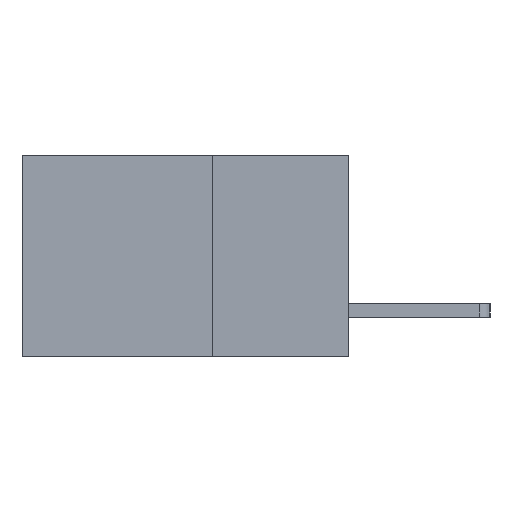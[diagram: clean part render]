
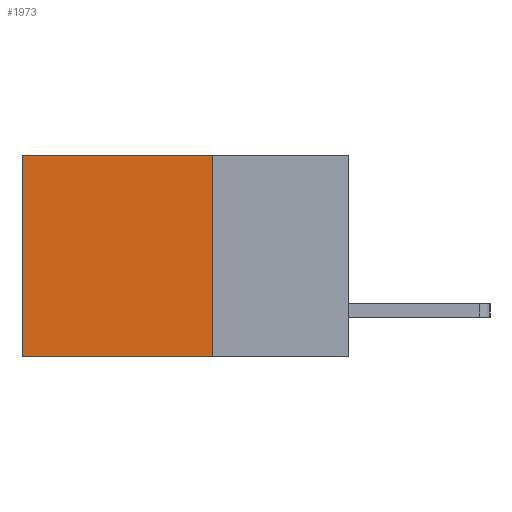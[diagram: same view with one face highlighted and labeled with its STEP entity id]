
A CAD part, left-side view. The second image highlights one B-rep face of the part: STEP entity #1973.
In plain terms, the highlighted planar face has unit normal (-1, 0, 0).
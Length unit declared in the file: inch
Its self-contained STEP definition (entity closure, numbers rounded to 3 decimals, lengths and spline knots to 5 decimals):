
#56 = ORIENTED_EDGE ( 'NONE', *, *, #9727, .T. ) ;
#554 = CARTESIAN_POINT ( 'NONE',  ( 0.298, 0.25, 0. ) ) ;
#1210 = LINE ( 'NONE', #554, #9374 ) ;
#1973 = ADVANCED_FACE ( 'NONE', ( #6198 ), #9479, .F. ) ;
#3724 = DIRECTION ( 'NONE',  ( 0., 1., 0. ) ) ;
#4037 = DIRECTION ( 'NONE',  ( 0., 1., 0. ) ) ;
#4462 = VERTEX_POINT ( 'NONE', #6390 ) ;
#4759 = ORIENTED_EDGE ( 'NONE', *, *, #9160, .F. ) ;
#5249 = ORIENTED_EDGE ( 'NONE', *, *, #7116, .T. ) ;
#5512 = DIRECTION ( 'NONE',  ( 0., 0., -1. ) ) ;
#5515 = VECTOR ( 'NONE', #4037, 39.37008 ) ;
#5588 = CARTESIAN_POINT ( 'NONE',  ( 0.298, 0.25, -0.37 ) ) ;
#5755 = LINE ( 'NONE', #5588, #5515 ) ;
#6043 = VECTOR ( 'NONE', #7151, 39.37008 ) ;
#6198 = FACE_OUTER_BOUND ( 'NONE', #7705, .T. ) ;
#6256 = CARTESIAN_POINT ( 'NONE',  ( 0.298, 0.6, 0. ) ) ;
#6317 = DIRECTION ( 'NONE',  ( 0., 0., -1. ) ) ;
#6367 = CARTESIAN_POINT ( 'NONE',  ( 0.298, 0.25, 0. ) ) ;
#6389 = LINE ( 'NONE', #10250, #8236 ) ;
#6390 = CARTESIAN_POINT ( 'NONE',  ( 0.298, 0.25, 0. ) ) ;
#6489 = CARTESIAN_POINT ( 'NONE',  ( 0.298, 0.25, -0.37 ) ) ;
#7116 = EDGE_CURVE ( 'NONE', #4462, #10077, #1210, .T. ) ;
#7151 = DIRECTION ( 'NONE',  ( 0., 0., -1. ) ) ;
#7341 = EDGE_CURVE ( 'NONE', #4462, #7978, #8158, .T. ) ;
#7660 = DIRECTION ( 'NONE',  ( 1., 0., 0. ) ) ;
#7705 = EDGE_LOOP ( 'NONE', ( #56, #4759, #9083, #5249 ) ) ;
#7978 = VERTEX_POINT ( 'NONE', #6489 ) ;
#8054 = CARTESIAN_POINT ( 'NONE',  ( 0.298, 0.6, -0.37 ) ) ;
#8158 = LINE ( 'NONE', #6367, #6043 ) ;
#8236 = VECTOR ( 'NONE', #6317, 39.37008 ) ;
#8673 = CARTESIAN_POINT ( 'NONE',  ( 0.298, 0.25, 0. ) ) ;
#9083 = ORIENTED_EDGE ( 'NONE', *, *, #7341, .F. ) ;
#9160 = EDGE_CURVE ( 'NONE', #7978, #9197, #5755, .T. ) ;
#9193 = AXIS2_PLACEMENT_3D ( 'NONE', #8673, #7660, #5512 ) ;
#9197 = VERTEX_POINT ( 'NONE', #8054 ) ;
#9374 = VECTOR ( 'NONE', #3724, 39.37008 ) ;
#9479 = PLANE ( 'NONE',  #9193 ) ;
#9727 = EDGE_CURVE ( 'NONE', #10077, #9197, #6389, .T. ) ;
#10077 = VERTEX_POINT ( 'NONE', #6256 ) ;
#10250 = CARTESIAN_POINT ( 'NONE',  ( 0.298, 0.6, 0. ) ) ;
